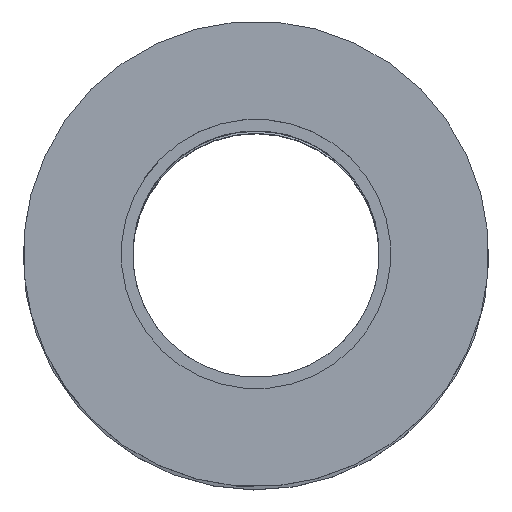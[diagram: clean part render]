
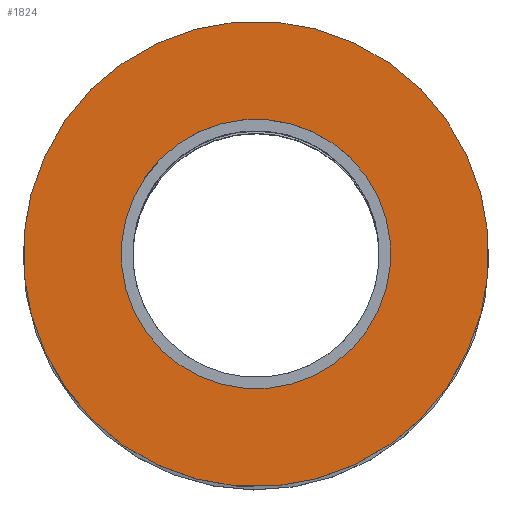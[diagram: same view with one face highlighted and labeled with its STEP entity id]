
A CAD part, top view. The second image highlights one B-rep face of the part: STEP entity #1824.
In plain terms, the highlighted planar face has unit normal (0, 0, 1).
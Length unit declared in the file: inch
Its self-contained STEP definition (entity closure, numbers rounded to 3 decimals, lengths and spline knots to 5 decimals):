
#363 = EDGE_CURVE ( 'NONE', #3006, #3194, #1273, .T. ) ;
#381 = EDGE_CURVE ( 'NONE', #3040, #2998, #1302, .T. ) ;
#382 = EDGE_CURVE ( 'NONE', #3194, #3006, #1244, .T. ) ;
#428 = EDGE_CURVE ( 'NONE', #2998, #3040, #1073, .T. ) ;
#535 = CARTESIAN_POINT ( 'NONE',  ( 0., 0., 3.47697 ) ) ;
#544 = DIRECTION ( 'NONE',  ( 0., 0., 1. ) ) ;
#548 = DIRECTION ( 'NONE',  ( 0.996, 0.09, 0. ) ) ;
#551 = CARTESIAN_POINT ( 'NONE',  ( 0., 0., 3.47697 ) ) ;
#552 = DIRECTION ( 'NONE',  ( 0., 0., 1. ) ) ;
#553 = DIRECTION ( 'NONE',  ( 0.996, 0.09, 0. ) ) ;
#555 = CARTESIAN_POINT ( 'NONE',  ( 0., 0., 3.47697 ) ) ;
#563 = DIRECTION ( 'NONE',  ( 0., 0., 1. ) ) ;
#576 = DIRECTION ( 'NONE',  ( 0.996, 0.09, 0. ) ) ;
#970 = CARTESIAN_POINT ( 'NONE',  ( 0.58763, 0.05284, 3.47697 ) ) ;
#974 = CARTESIAN_POINT ( 'NONE',  ( -0.34013, -0.03059, 3.47697 ) ) ;
#977 = CARTESIAN_POINT ( 'NONE',  ( -0.58763, -0.05284, 3.47697 ) ) ;
#1000 = CARTESIAN_POINT ( 'NONE',  ( 0.34013, 0.03059, 3.47697 ) ) ;
#1073 = CIRCLE ( 'NONE', #1076, 0.59 ) ;
#1076 = AXIS2_PLACEMENT_3D ( 'NONE', #1704, #1586, #1564 ) ;
#1244 = CIRCLE ( 'NONE', #1299, 0.3415 ) ;
#1273 = CIRCLE ( 'NONE', #1330, 0.3415 ) ;
#1299 = AXIS2_PLACEMENT_3D ( 'NONE', #555, #563, #576 ) ;
#1301 = AXIS2_PLACEMENT_3D ( 'NONE', #535, #544, #548 ) ;
#1302 = CIRCLE ( 'NONE', #1301, 0.59 ) ;
#1330 = AXIS2_PLACEMENT_3D ( 'NONE', #551, #552, #553 ) ;
#1462 = AXIS2_PLACEMENT_3D ( 'NONE', #2434, #2442, #2443 ) ;
#1564 = DIRECTION ( 'NONE',  ( 0.996, 0.09, 0. ) ) ;
#1586 = DIRECTION ( 'NONE',  ( 0., 0., 1. ) ) ;
#1704 = CARTESIAN_POINT ( 'NONE',  ( 0., 0., 3.47697 ) ) ;
#1824 = ADVANCED_FACE ( 'NONE', ( #2438, #2439 ), #2440, .F. ) ;
#1892 = EDGE_LOOP ( 'NONE', ( #3183, #3140 ) ) ;
#1899 = EDGE_LOOP ( 'NONE', ( #3185, #3147 ) ) ;
#2434 = CARTESIAN_POINT ( 'NONE',  ( -0.05284, 0.58763, 3.47697 ) ) ;
#2438 = FACE_BOUND ( 'NONE', #1892, .T. ) ;
#2439 = FACE_OUTER_BOUND ( 'NONE', #1899, .T. ) ;
#2440 = PLANE ( 'NONE',  #1462 ) ;
#2442 = DIRECTION ( 'NONE',  ( 0., 0., -1. ) ) ;
#2443 = DIRECTION ( 'NONE',  ( -0.996, -0.09, 0. ) ) ;
#2998 = VERTEX_POINT ( 'NONE', #970 ) ;
#3006 = VERTEX_POINT ( 'NONE', #974 ) ;
#3040 = VERTEX_POINT ( 'NONE', #977 ) ;
#3140 = ORIENTED_EDGE ( 'NONE', *, *, #363, .F. ) ;
#3147 = ORIENTED_EDGE ( 'NONE', *, *, #381, .T. ) ;
#3183 = ORIENTED_EDGE ( 'NONE', *, *, #382, .F. ) ;
#3185 = ORIENTED_EDGE ( 'NONE', *, *, #428, .T. ) ;
#3194 = VERTEX_POINT ( 'NONE', #1000 ) ;
